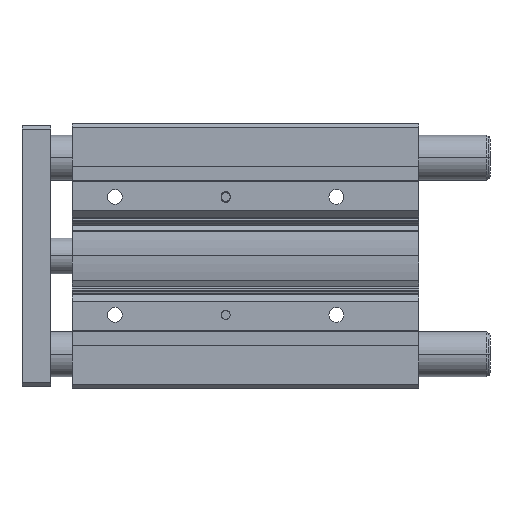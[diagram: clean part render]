
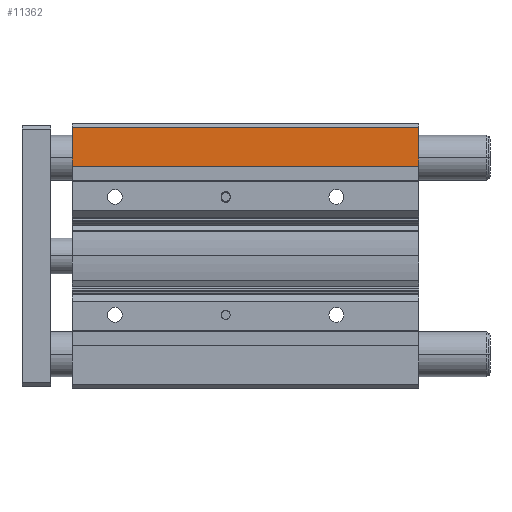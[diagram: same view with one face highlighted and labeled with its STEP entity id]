
A CAD part, top view. The second image highlights one B-rep face of the part: STEP entity #11362.
In plain terms, the highlighted planar face has unit normal (0, 0, 1).
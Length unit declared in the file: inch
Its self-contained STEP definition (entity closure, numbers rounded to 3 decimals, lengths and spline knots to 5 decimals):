
#32 = VECTOR ( 'NONE', #181, 39.37008 ) ;
#181 = DIRECTION ( 'NONE',  ( 0., -1., 0. ) ) ;
#771 = DIRECTION ( 'NONE',  ( -1., 0., 0. ) ) ;
#954 = CARTESIAN_POINT ( 'NONE',  ( 7.6378, 2.83465, 1.25984 ) ) ;
#1265 = EDGE_CURVE ( 'NONE', #5376, #13170, #11548, .T. ) ;
#1401 = AXIS2_PLACEMENT_3D ( 'NONE', #954, #2270, #3383 ) ;
#1403 = DIRECTION ( 'NONE',  ( 0., -1., 0. ) ) ;
#1774 = ORIENTED_EDGE ( 'NONE', *, *, #11038, .F. ) ;
#2270 = DIRECTION ( 'NONE',  ( 0., 0., -1. ) ) ;
#2529 = CARTESIAN_POINT ( 'NONE',  ( 0., 1.97835, 1.25984 ) ) ;
#3164 = ORIENTED_EDGE ( 'NONE', *, *, #1265, .T. ) ;
#3326 = LINE ( 'NONE', #10099, #4682 ) ;
#3383 = DIRECTION ( 'NONE',  ( 0., -1., 0. ) ) ;
#4148 = EDGE_LOOP ( 'NONE', ( #3164, #6975, #1774, #14033 ) ) ;
#4291 = EDGE_CURVE ( 'NONE', #12685, #13170, #11322, .T. ) ;
#4682 = VECTOR ( 'NONE', #1403, 39.37008 ) ;
#5376 = VERTEX_POINT ( 'NONE', #11524 ) ;
#6090 = VERTEX_POINT ( 'NONE', #7666 ) ;
#6463 = VECTOR ( 'NONE', #7969, 39.37008 ) ;
#6840 = CARTESIAN_POINT ( 'NONE',  ( 7.6378, 2.83465, 1.25984 ) ) ;
#6975 = ORIENTED_EDGE ( 'NONE', *, *, #4291, .F. ) ;
#7135 = VECTOR ( 'NONE', #771, 39.37008 ) ;
#7666 = CARTESIAN_POINT ( 'NONE',  ( 7.6378, 2.83465, 1.25984 ) ) ;
#7711 = EDGE_CURVE ( 'NONE', #6090, #5376, #13074, .T. ) ;
#7969 = DIRECTION ( 'NONE',  ( -1., 0., 0. ) ) ;
#10083 = FACE_OUTER_BOUND ( 'NONE', #4148, .T. ) ;
#10099 = CARTESIAN_POINT ( 'NONE',  ( 7.6378, 2.83465, 1.25984 ) ) ;
#11038 = EDGE_CURVE ( 'NONE', #6090, #12685, #3326, .T. ) ;
#11322 = LINE ( 'NONE', #13736, #6463 ) ;
#11362 = ADVANCED_FACE ( 'NONE', ( #10083 ), #13269, .F. ) ;
#11524 = CARTESIAN_POINT ( 'NONE',  ( 0., 2.83465, 1.25984 ) ) ;
#11548 = LINE ( 'NONE', #12639, #32 ) ;
#12354 = CARTESIAN_POINT ( 'NONE',  ( 7.6378, 1.97835, 1.25984 ) ) ;
#12639 = CARTESIAN_POINT ( 'NONE',  ( 0., 2.83465, 1.25984 ) ) ;
#12685 = VERTEX_POINT ( 'NONE', #12354 ) ;
#13074 = LINE ( 'NONE', #6840, #7135 ) ;
#13170 = VERTEX_POINT ( 'NONE', #2529 ) ;
#13269 = PLANE ( 'NONE',  #1401 ) ;
#13736 = CARTESIAN_POINT ( 'NONE',  ( 7.6378, 1.97835, 1.25984 ) ) ;
#14033 = ORIENTED_EDGE ( 'NONE', *, *, #7711, .T. ) ;
